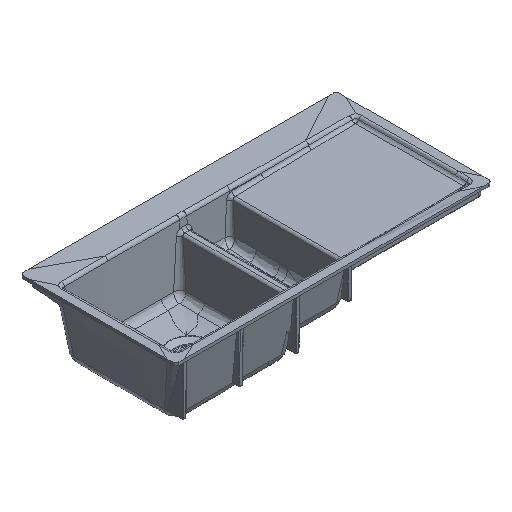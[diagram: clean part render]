
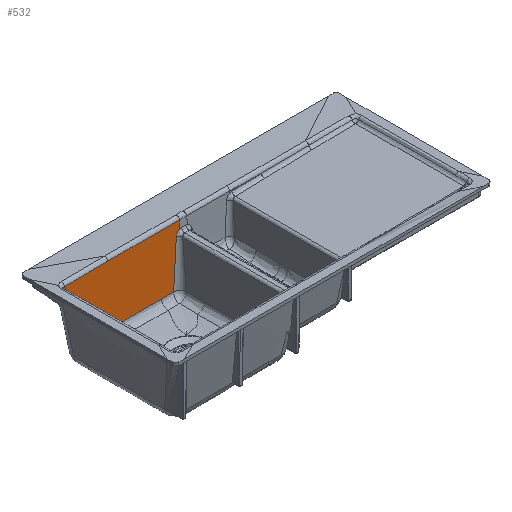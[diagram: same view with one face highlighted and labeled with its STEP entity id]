
A CAD part, isometric view. The second image highlights one B-rep face of the part: STEP entity #532.
In plain terms, the highlighted free-form (B-spline) face has degree [3, 1] with [10, 2] control points.
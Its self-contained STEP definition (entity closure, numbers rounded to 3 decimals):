
#338=(
BOUNDED_CURVE()
B_SPLINE_CURVE(3,(#8291,#8292,#8293,#8294,#8295,#8296),.UNSPECIFIED.,.F.,
 .F.)
B_SPLINE_CURVE_WITH_KNOTS((4,2,4),(0.,0.5,1.),.UNSPECIFIED.)
CURVE()
GEOMETRIC_REPRESENTATION_ITEM()
RATIONAL_B_SPLINE_CURVE((1.,1.,1.,1.,1.,1.))
REPRESENTATION_ITEM('')
);
#359=(
BOUNDED_CURVE()
B_SPLINE_CURVE(3,(#9071,#9072,#9073,#9074),.UNSPECIFIED.,.F.,.F.)
B_SPLINE_CURVE_WITH_KNOTS((4,4),(0.,1.),.UNSPECIFIED.)
CURVE()
GEOMETRIC_REPRESENTATION_ITEM()
RATIONAL_B_SPLINE_CURVE((1.,1.,1.,1.))
REPRESENTATION_ITEM('')
);
#532=ADVANCED_FACE('',(#988),#808,.F.);
#808=B_SPLINE_SURFACE_WITH_KNOTS('',3,1,((#9075,#9076),(#9077,#9078),(#9079,
#9080),(#9081,#9082),(#9083,#9084),(#9085,#9086),(#9087,#9088),(#9089,#9090),
(#9091,#9092),(#9093,#9094)),.UNSPECIFIED.,.F.,.F.,.F.,(4,1,1,1,1,1,1,4),
(2,2),(0.,0.124,0.285,0.445,0.606,
0.766,0.926,1.),(0.,1.),.UNSPECIFIED.);
#988=FACE_OUTER_BOUND('',#1305,.T.);
#1305=EDGE_LOOP('',(#1843,#1844,#1845,#1846,#1847,#1848,#1849,#1850,#1851));
#1843=ORIENTED_EDGE('',*,*,#3776,.T.);
#1844=ORIENTED_EDGE('',*,*,#3733,.T.);
#1845=ORIENTED_EDGE('',*,*,#3735,.T.);
#1846=ORIENTED_EDGE('',*,*,#3737,.F.);
#1847=ORIENTED_EDGE('',*,*,#3738,.T.);
#1848=ORIENTED_EDGE('',*,*,#3739,.T.);
#1849=ORIENTED_EDGE('',*,*,#3778,.F.);
#1850=ORIENTED_EDGE('',*,*,#3779,.F.);
#1851=ORIENTED_EDGE('',*,*,#3780,.F.);
#3207=VERTEX_POINT('',#7575);
#3209=VERTEX_POINT('',#7744);
#3219=VERTEX_POINT('',#8216);
#3220=VERTEX_POINT('',#8264);
#3221=VERTEX_POINT('',#8290);
#3222=VERTEX_POINT('',#8341);
#3244=VERTEX_POINT('',#9022);
#3245=VERTEX_POINT('',#9065);
#3246=VERTEX_POINT('',#9070);
#3733=EDGE_CURVE('',#3219,#3207,#4466,.T.);
#3735=EDGE_CURVE('',#3207,#3220,#4467,.T.);
#3737=EDGE_CURVE('',#3221,#3220,#338,.T.);
#3738=EDGE_CURVE('',#3221,#3209,#4468,.T.);
#3739=EDGE_CURVE('',#3209,#3222,#4469,.T.);
#3776=EDGE_CURVE('',#3244,#3219,#4487,.T.);
#3778=EDGE_CURVE('',#3245,#3222,#4488,.T.);
#3779=EDGE_CURVE('',#3246,#3245,#4489,.T.);
#3780=EDGE_CURVE('',#3244,#3246,#359,.T.);
#4466=B_SPLINE_CURVE_WITH_KNOTS('',3,(#8221,#8222,#8223,#8224),
 .UNSPECIFIED.,.F.,.F.,(4,4),(0.,1.),.UNSPECIFIED.);
#4467=B_SPLINE_CURVE_WITH_KNOTS('',3,(#8265,#8266,#8267,#8268),
 .UNSPECIFIED.,.F.,.F.,(4,4),(0.,1.),.UNSPECIFIED.);
#4468=B_SPLINE_CURVE_WITH_KNOTS('',3,(#8315,#8316,#8317,#8318),
 .UNSPECIFIED.,.F.,.F.,(4,4),(0.,1.),.UNSPECIFIED.);
#4469=B_SPLINE_CURVE_WITH_KNOTS('',3,(#8337,#8338,#8339,#8340),
 .UNSPECIFIED.,.F.,.F.,(4,4),(0.,1.),.UNSPECIFIED.);
#4487=B_SPLINE_CURVE_WITH_KNOTS('',3,(#8990,#8991,#8992,#8993,#8994,#8995,
#8996,#8997,#8998,#8999,#9000,#9001,#9002,#9003,#9004,#9005,#9006,#9007,
#9008,#9009,#9010,#9011,#9012,#9013,#9014,#9015,#9016,#9017,#9018,#9019,
#9020,#9021),.UNSPECIFIED.,.F.,.F.,(4,2,2,1,1,2,2,1,1,1,1,2,2,2,2,1,1,2,
2,4),(0.,0.25,0.375,0.437,0.469,
0.484,0.5,0.562,0.594,
0.609,0.617,0.621,0.625,
0.687,0.719,0.734,0.742,
0.746,0.75,1.),.UNSPECIFIED.);
#4488=B_SPLINE_CURVE_WITH_KNOTS('',3,(#9056,#9057,#9058,#9059,#9060,#9061,
#9062,#9063,#9064),.UNSPECIFIED.,.F.,.F.,(4,1,1,1,1,1,4),(0.,0.165,
0.332,0.499,0.666,0.833,
1.),.UNSPECIFIED.);
#4489=B_SPLINE_CURVE_WITH_KNOTS('',3,(#9066,#9067,#9068,#9069),
 .UNSPECIFIED.,.F.,.F.,(4,4),(0.,1.),.UNSPECIFIED.);
#7575=CARTESIAN_POINT('',(-413.088,158.501,-173.148));
#7744=CARTESIAN_POINT('',(-123.011,158.608,-173.145));
#8216=CARTESIAN_POINT('',(-438.781,175.776,-10.11));
#8221=CARTESIAN_POINT('',(-438.779,175.776,-10.11));
#8222=CARTESIAN_POINT('',(-428.981,169.083,-74.04));
#8223=CARTESIAN_POINT('',(-420.417,163.31,-128.347));
#8224=CARTESIAN_POINT('',(-413.088,158.501,-173.151));
#8264=CARTESIAN_POINT('',(-350.04,158.561,-173.145));
#8265=CARTESIAN_POINT('',(-413.089,158.502,-173.145));
#8266=CARTESIAN_POINT('',(-392.072,158.522,-173.154));
#8267=CARTESIAN_POINT('',(-371.056,158.543,-173.152));
#8268=CARTESIAN_POINT('',(-350.04,158.561,-173.145));
#8290=CARTESIAN_POINT('',(-160.545,158.616,-173.145));
#8291=CARTESIAN_POINT('',(-160.545,158.616,-173.145));
#8292=CARTESIAN_POINT('',(-192.127,158.621,-173.145));
#8293=CARTESIAN_POINT('',(-223.71,158.618,-173.145));
#8294=CARTESIAN_POINT('',(-286.875,158.6,-173.145));
#8295=CARTESIAN_POINT('',(-318.458,158.586,-173.145));
#8296=CARTESIAN_POINT('',(-350.04,158.561,-173.145));
#8315=CARTESIAN_POINT('',(-160.545,158.616,-173.145));
#8316=CARTESIAN_POINT('',(-148.033,158.615,-173.145));
#8317=CARTESIAN_POINT('',(-135.522,158.612,-173.145));
#8318=CARTESIAN_POINT('',(-123.011,158.608,-173.145));
#8337=CARTESIAN_POINT('',(-123.011,158.608,-173.145));
#8338=CARTESIAN_POINT('',(-115.954,163.204,-132.542));
#8339=CARTESIAN_POINT('',(-108.557,167.944,-90.55));
#8340=CARTESIAN_POINT('',(-100.819,172.816,-47.163));
#8341=CARTESIAN_POINT('',(-100.819,172.816,-47.163));
#8990=CARTESIAN_POINT('',(-305.862,176.935,-9.866));
#8991=CARTESIAN_POINT('',(-317.701,176.877,-9.869));
#8992=CARTESIAN_POINT('',(-329.159,176.806,-9.894));
#8993=CARTESIAN_POINT('',(-345.774,176.679,-9.959));
#8994=CARTESIAN_POINT('',(-351.217,176.633,-9.986));
#8995=CARTESIAN_POINT('',(-359.238,176.561,-10.031));
#8996=CARTESIAN_POINT('',(-363.214,176.524,-10.055));
#8997=CARTESIAN_POINT('',(-367.789,176.479,-10.086));
#8998=CARTESIAN_POINT('',(-369.736,176.46,-10.1));
#8999=CARTESIAN_POINT('',(-371.031,176.447,-10.109));
#9000=CARTESIAN_POINT('',(-371.63,176.441,-10.114));
#9001=CARTESIAN_POINT('',(-375.092,176.406,-10.139));
#9002=CARTESIAN_POINT('',(-379.245,176.363,-10.171));
#9003=CARTESIAN_POINT('',(-384.091,176.312,-10.21));
#9004=CARTESIAN_POINT('',(-386.514,176.286,-10.23));
#9005=CARTESIAN_POINT('',(-387.725,176.273,-10.239));
#9006=CARTESIAN_POINT('',(-388.244,176.267,-10.244));
#9007=CARTESIAN_POINT('',(-388.59,176.264,-10.247));
#9008=CARTESIAN_POINT('',(-388.817,176.261,-10.248));
#9009=CARTESIAN_POINT('',(-390.85,176.239,-10.265));
#9010=CARTESIAN_POINT('',(-393.191,176.214,-10.279));
#9011=CARTESIAN_POINT('',(-397.344,176.171,-10.294));
#9012=CARTESIAN_POINT('',(-398.836,176.155,-10.298));
#9013=CARTESIAN_POINT('',(-401.234,176.13,-10.303));
#9014=CARTESIAN_POINT('',(-402.473,176.118,-10.305));
#9015=CARTESIAN_POINT('',(-403.988,176.102,-10.306));
#9016=CARTESIAN_POINT('',(-404.653,176.095,-10.307));
#9017=CARTESIAN_POINT('',(-405.1,176.09,-10.307));
#9018=CARTESIAN_POINT('',(-405.381,176.088,-10.307));
#9019=CARTESIAN_POINT('',(-416.44,175.974,-10.312));
#9020=CARTESIAN_POINT('',(-427.516,175.866,-10.249));
#9021=CARTESIAN_POINT('',(-438.779,175.776,-10.11));
#9022=CARTESIAN_POINT('',(-305.862,176.935,-9.866));
#9056=CARTESIAN_POINT('',(-89.281,174.443,-32.378));
#9057=CARTESIAN_POINT('',(-90.277,174.401,-32.785));
#9058=CARTESIAN_POINT('',(-92.206,174.295,-33.793));
#9059=CARTESIAN_POINT('',(-94.791,174.078,-35.799));
#9060=CARTESIAN_POINT('',(-97.,173.812,-38.225));
#9061=CARTESIAN_POINT('',(-98.77,173.507,-40.983));
#9062=CARTESIAN_POINT('',(-100.078,173.172,-43.983));
#9063=CARTESIAN_POINT('',(-100.628,172.936,-46.093));
#9064=CARTESIAN_POINT('',(-100.819,172.816,-47.163));
#9065=CARTESIAN_POINT('',(-89.281,174.443,-32.378));
#9066=CARTESIAN_POINT('',(-86.913,176.967,-9.864));
#9067=CARTESIAN_POINT('',(-87.702,176.126,-17.369));
#9068=CARTESIAN_POINT('',(-88.491,175.285,-24.874));
#9069=CARTESIAN_POINT('',(-89.281,174.443,-32.378));
#9070=CARTESIAN_POINT('',(-86.913,176.967,-9.864));
#9071=CARTESIAN_POINT('',(-305.862,176.935,-9.866));
#9072=CARTESIAN_POINT('',(-232.883,177.296,-9.846));
#9073=CARTESIAN_POINT('',(-159.896,177.292,-9.847));
#9074=CARTESIAN_POINT('',(-86.913,176.967,-9.864));
#9075=CARTESIAN_POINT('',(-447.236,177.093,3.065));
#9076=CARTESIAN_POINT('',(-447.092,158.388,-173.915));
#9077=CARTESIAN_POINT('',(-432.225,177.203,2.791));
#9078=CARTESIAN_POINT('',(-432.082,158.39,-174.011));
#9079=CARTESIAN_POINT('',(-397.841,177.541,2.324));
#9080=CARTESIAN_POINT('',(-397.702,158.401,-174.217));
#9081=CARTESIAN_POINT('',(-344.08,178.068,2.006));
#9082=CARTESIAN_POINT('',(-343.952,158.419,-174.502));
#9083=CARTESIAN_POINT('',(-285.955,178.381,1.939));
#9084=CARTESIAN_POINT('',(-285.841,158.416,-174.786));
#9085=CARTESIAN_POINT('',(-227.83,178.546,1.936));
#9086=CARTESIAN_POINT('',(-227.73,158.399,-175.064));
#9087=CARTESIAN_POINT('',(-169.705,178.56,1.947));
#9088=CARTESIAN_POINT('',(-169.619,158.37,-175.341));
#9089=CARTESIAN_POINT('',(-122.066,178.449,1.963));
#9090=CARTESIAN_POINT('',(-121.992,158.335,-175.568));
#9091=CARTESIAN_POINT('',(-93.801,178.332,1.971));
#9092=CARTESIAN_POINT('',(-93.734,158.309,-175.702));
#9093=CARTESIAN_POINT('',(-84.912,178.29,1.973));
#9094=CARTESIAN_POINT('',(-84.847,158.301,-175.745));
